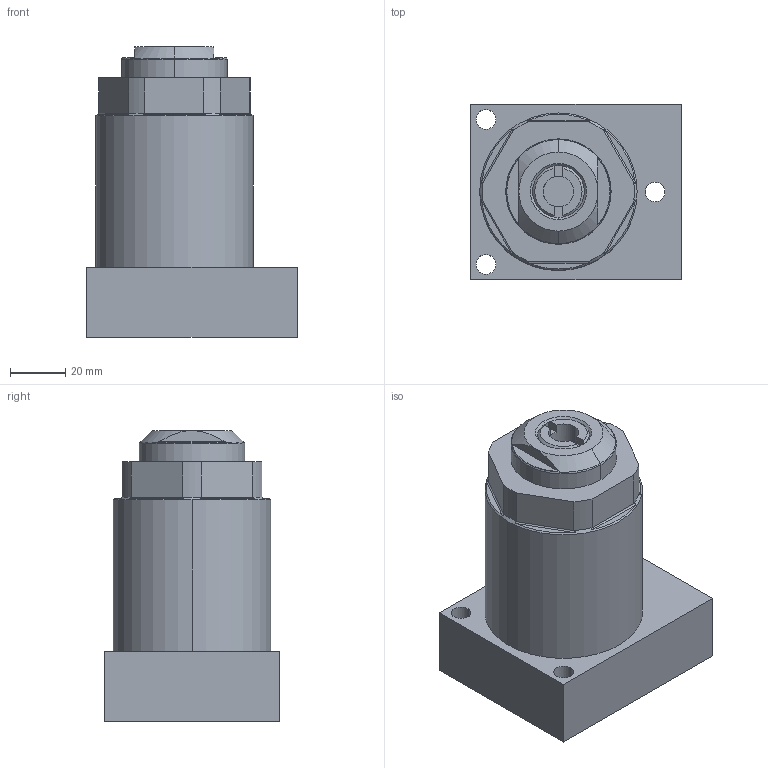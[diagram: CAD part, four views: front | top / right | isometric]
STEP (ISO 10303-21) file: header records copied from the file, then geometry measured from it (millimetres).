
FILE_DESCRIPTION((''),'2;1');
FILE_NAME('ILC10061506','2007-11-02T',('kr'),(''),'PRO/ENGINEER BY PARAMETRIC TECHNOLOGY CORPORATION, 2005180','PRO/ENGINEER BY PARAMETRIC TECHNOLOGY CORPORATION, 2005180','');
FILE_SCHEMA(('AUTOMOTIVE_DESIGN_CC2 { 1 2 10303 214 -1 1 5 2 }'));
Length unit declared in the file: inch
Products named in the file (1): ILC10061506
Bounding box: 76.2 x 63.5 x 105.05 mm (x, y, z)
Volume: 295611.8 mm3; surface area: 33020 mm2
Topology: 1 solids, 1 shells, 87 faces, 210 edges, 130 vertices
Faces by surface type: plane 37, cylinder 32, cone 16, torus 2
Entity records: 2914 total; most frequent: CARTESIAN_POINT 648, DIRECTION 456, ORIENTED_EDGE 420, EDGE_CURVE 210, AXIS2_PLACEMENT_3D 179, VERTEX_POINT 130, COLOUR_RGB 105, VECTOR 98
